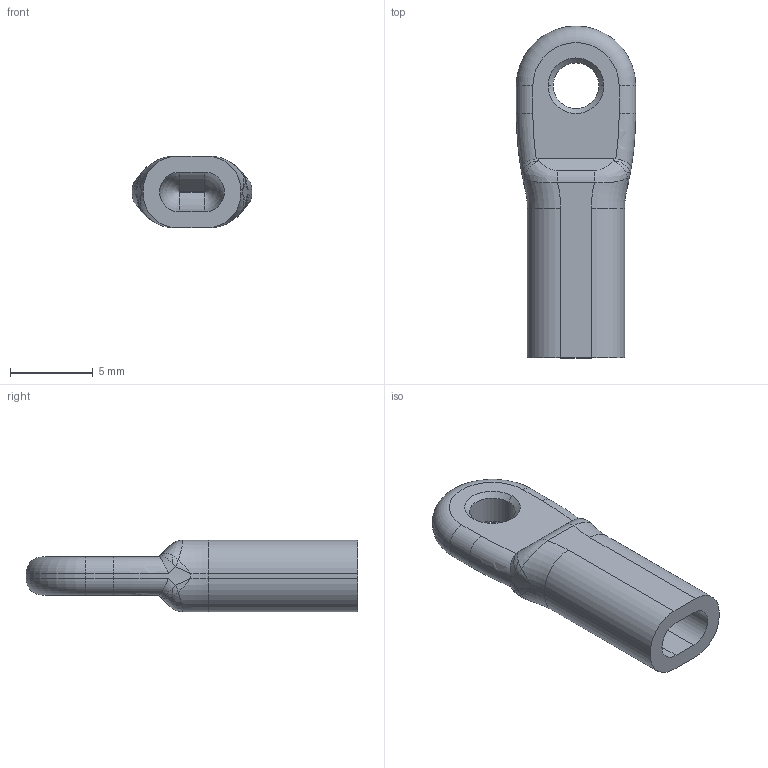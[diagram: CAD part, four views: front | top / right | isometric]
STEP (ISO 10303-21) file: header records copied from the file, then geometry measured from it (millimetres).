
FILE_DESCRIPTION (( 'STEP AP203' ), '1' );
FILE_NAME ('A14_O-20x3,0_1,5.STEP', '2024-02-13T10:12:05', ( '' ), ( '' ), 'SwSTEP 2.0', 'SolidWorks 2019', '' );
FILE_SCHEMA (( 'CONFIG_CONTROL_DESIGN' ));
Length unit declared in the file: millimetre
Products named in the file (1): A14_O-20x3,0_1,5
Bounding box: 7.2 x 20 x 4.3 mm (x, y, z)
Volume: 266.8 mm3; surface area: 482.4 mm2
Topology: 1 solids, 1 shells, 74 faces, 175 edges, 98 vertices
Faces by surface type: cylinder 21, plane 15, torus 12, bspline 12, sphere 8, cone 6
Entity records: 2388 total; most frequent: CARTESIAN_POINT 706, DIRECTION 345, ORIENTED_EDGE 338, EDGE_CURVE 169, AXIS2_PLACEMENT_3D 145, VERTEX_POINT 98, CIRCLE 82, EDGE_LOOP 77
